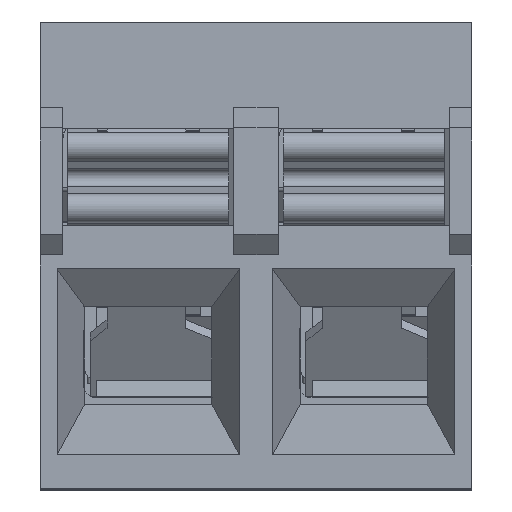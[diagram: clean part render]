
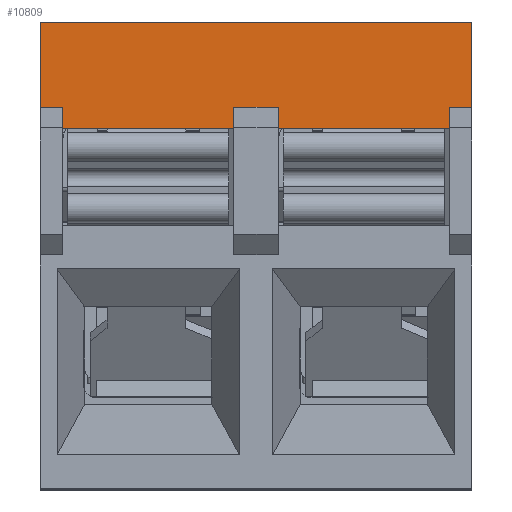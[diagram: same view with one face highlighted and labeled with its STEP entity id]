
A CAD part, top view. The second image highlights one B-rep face of the part: STEP entity #10809.
In plain terms, the highlighted planar face has unit normal (0, 0, 1).
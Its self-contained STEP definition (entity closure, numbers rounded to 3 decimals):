
#561=ORIENTED_EDGE('',*,*,#3655,.T.);
#562=ORIENTED_EDGE('',*,*,#3741,.F.);
#563=ORIENTED_EDGE('',*,*,#3779,.F.);
#564=ORIENTED_EDGE('',*,*,#3780,.F.);
#565=ORIENTED_EDGE('',*,*,#3781,.T.);
#566=ORIENTED_EDGE('',*,*,#3782,.T.);
#567=ORIENTED_EDGE('',*,*,#3783,.F.);
#568=ORIENTED_EDGE('',*,*,#3784,.F.);
#569=ORIENTED_EDGE('',*,*,#3785,.T.);
#570=ORIENTED_EDGE('',*,*,#3786,.F.);
#571=ORIENTED_EDGE('',*,*,#3787,.F.);
#572=ORIENTED_EDGE('',*,*,#3728,.F.);
#3655=EDGE_CURVE('',#5268,#5267,#6326,.T.);
#3728=EDGE_CURVE('',#5268,#5335,#6393,.T.);
#3741=EDGE_CURVE('',#5346,#5267,#6406,.T.);
#3779=EDGE_CURVE('',#5378,#5346,#6444,.T.);
#3780=EDGE_CURVE('',#5379,#5378,#6445,.T.);
#3781=EDGE_CURVE('',#5379,#5380,#6446,.T.);
#3782=EDGE_CURVE('',#5380,#5381,#6447,.T.);
#3783=EDGE_CURVE('',#5382,#5381,#6448,.T.);
#3784=EDGE_CURVE('',#5383,#5382,#6449,.T.);
#3785=EDGE_CURVE('',#5383,#5384,#6450,.T.);
#3786=EDGE_CURVE('',#5385,#5384,#6451,.T.);
#3787=EDGE_CURVE('',#5335,#5385,#6452,.T.);
#5267=VERTEX_POINT('',#15291);
#5268=VERTEX_POINT('',#15293);
#5335=VERTEX_POINT('',#15442);
#5346=VERTEX_POINT('',#15466);
#5378=VERTEX_POINT('',#15543);
#5379=VERTEX_POINT('',#15545);
#5380=VERTEX_POINT('',#15547);
#5381=VERTEX_POINT('',#15549);
#5382=VERTEX_POINT('',#15551);
#5383=VERTEX_POINT('',#15553);
#5384=VERTEX_POINT('',#15555);
#5385=VERTEX_POINT('',#15557);
#6326=LINE('',#15292,#7713);
#6393=LINE('',#15441,#7780);
#6406=LINE('',#15467,#7793);
#6444=LINE('',#15542,#7831);
#6445=LINE('',#15544,#7832);
#6446=LINE('',#15546,#7833);
#6447=LINE('',#15548,#7834);
#6448=LINE('',#15550,#7835);
#6449=LINE('',#15552,#7836);
#6450=LINE('',#15554,#7837);
#6451=LINE('',#15556,#7838);
#6452=LINE('',#15558,#7839);
#7713=VECTOR('',#12277,1000.);
#7780=VECTOR('',#12374,1000.);
#7793=VECTOR('',#12389,1000.);
#7831=VECTOR('',#12439,1000.);
#7832=VECTOR('',#12440,1000.);
#7833=VECTOR('',#12441,1000.);
#7834=VECTOR('',#12442,1000.);
#7835=VECTOR('',#12443,1000.);
#7836=VECTOR('',#12444,1000.);
#7837=VECTOR('',#12445,1000.);
#7838=VECTOR('',#12446,1000.);
#7839=VECTOR('',#12447,1000.);
#9098=EDGE_LOOP('',(#561,#562,#563,#564,#565,#566,#567,#568,#569,#570,#571,
#572));
#9717=FACE_BOUND('',#9098,.T.);
#10331=PLANE('',#11461);
#10809=ADVANCED_FACE('',(#9717),#10331,.F.);
#11461=AXIS2_PLACEMENT_3D('',#15541,#12437,#12438);
#12277=DIRECTION('',(1.,0.,0.));
#12374=DIRECTION('',(0.,1.,0.));
#12389=DIRECTION('',(0.,-1.,0.));
#12437=DIRECTION('',(0.,0.,-1.));
#12438=DIRECTION('',(0.,1.,0.));
#12439=DIRECTION('',(-1.,0.,0.));
#12440=DIRECTION('',(0.,-1.,0.));
#12441=DIRECTION('',(-1.,0.,0.));
#12442=DIRECTION('',(0.,-1.,0.));
#12443=DIRECTION('',(-1.,0.,0.));
#12444=DIRECTION('',(0.,1.,0.));
#12445=DIRECTION('',(1.,0.,0.));
#12446=DIRECTION('',(0.,-1.,0.));
#12447=DIRECTION('',(-1.,0.,0.));
#15291=CARTESIAN_POINT('',(4.56,3.,7.14));
#15292=CARTESIAN_POINT('',(0.52,3.,7.14));
#15293=CARTESIAN_POINT('',(0.52,3.,7.14));
#15441=CARTESIAN_POINT('',(0.52,0.01,7.14));
#15442=CARTESIAN_POINT('',(0.52,3.49,7.14));
#15466=CARTESIAN_POINT('',(4.56,3.49,7.14));
#15467=CARTESIAN_POINT('',(4.56,3.49,7.14));
#15541=CARTESIAN_POINT('',(5.08,0.01,7.14));
#15542=CARTESIAN_POINT('',(5.08,3.49,7.14));
#15543=CARTESIAN_POINT('',(5.08,3.49,7.14));
#15544=CARTESIAN_POINT('',(5.08,5.5,7.14));
#15545=CARTESIAN_POINT('',(5.08,5.5,7.14));
#15546=CARTESIAN_POINT('',(5.08,5.5,7.14));
#15547=CARTESIAN_POINT('',(-5.08,5.5,7.14));
#15548=CARTESIAN_POINT('',(-5.08,5.5,7.14));
#15549=CARTESIAN_POINT('',(-5.08,3.49,7.14));
#15550=CARTESIAN_POINT('',(5.08,3.49,7.14));
#15551=CARTESIAN_POINT('',(-4.56,3.49,7.14));
#15552=CARTESIAN_POINT('',(-4.56,0.01,7.14));
#15553=CARTESIAN_POINT('',(-4.56,3.,7.14));
#15554=CARTESIAN_POINT('',(-4.56,3.,7.14));
#15555=CARTESIAN_POINT('',(-0.52,3.,7.14));
#15556=CARTESIAN_POINT('',(-0.52,3.49,7.14));
#15557=CARTESIAN_POINT('',(-0.52,3.49,7.14));
#15558=CARTESIAN_POINT('',(5.08,3.49,7.14));
